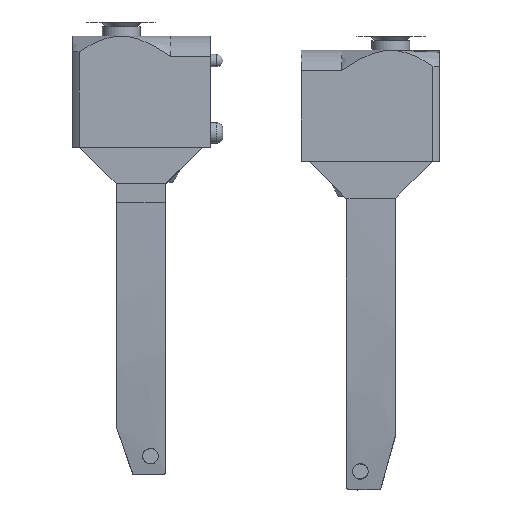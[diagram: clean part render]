
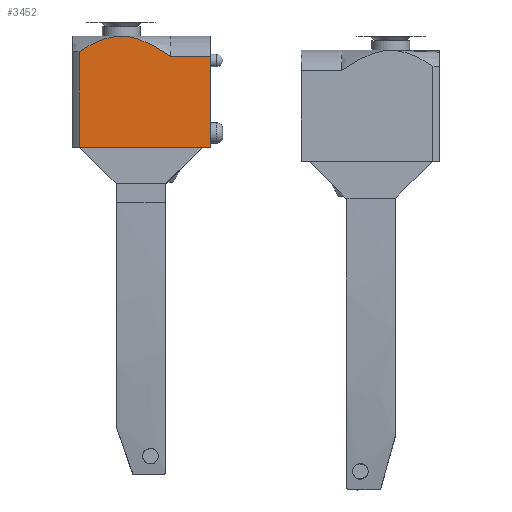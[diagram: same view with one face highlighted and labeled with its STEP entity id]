
A CAD part, front view. The second image highlights one B-rep face of the part: STEP entity #3452.
In plain terms, the highlighted planar face has unit normal (0, -1, 0).
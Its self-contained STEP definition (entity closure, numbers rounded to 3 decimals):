
#126=(
BOUNDED_CURVE()
B_SPLINE_CURVE(2,(#6838,#6839,#6840),.UNSPECIFIED.,.F.,.F.)
B_SPLINE_CURVE_WITH_KNOTS((3,3),(1.494,5.013),
 .UNSPECIFIED.)
CURVE()
GEOMETRIC_REPRESENTATION_ITEM()
RATIONAL_B_SPLINE_CURVE((1.883,2.624,1.957))
REPRESENTATION_ITEM('')
);
#482=FACE_OUTER_BOUND('',#693,.T.);
#693=EDGE_LOOP('',(#2971,#2972,#2973,#2974,#2975));
#1042=LINE('',#6625,#1296);
#1061=LINE('',#6826,#1315);
#1062=LINE('',#6829,#1316);
#1065=LINE('',#6863,#1319);
#1296=VECTOR('',#4413,10.);
#1315=VECTOR('',#4462,10.);
#1316=VECTOR('',#4465,16.51);
#1319=VECTOR('',#4492,10.);
#1607=VERTEX_POINT('',#6622);
#1608=VERTEX_POINT('',#6624);
#1627=VERTEX_POINT('',#6710);
#1629=VERTEX_POINT('',#6822);
#1630=VERTEX_POINT('',#6828);
#2056=EDGE_CURVE('',#1607,#1608,#1042,.T.);
#2088=EDGE_CURVE('',#1629,#1627,#1061,.T.);
#2089=EDGE_CURVE('',#1630,#1608,#1062,.F.);
#2094=EDGE_CURVE('',#1630,#1629,#126,.F.);
#2102=EDGE_CURVE('',#1627,#1607,#1065,.T.);
#2971=ORIENTED_EDGE('',*,*,#2102,.F.);
#2972=ORIENTED_EDGE('',*,*,#2088,.F.);
#2973=ORIENTED_EDGE('',*,*,#2094,.F.);
#2974=ORIENTED_EDGE('',*,*,#2089,.T.);
#2975=ORIENTED_EDGE('',*,*,#2056,.F.);
#3283=PLANE('',#3755);
#3452=ADVANCED_FACE('',(#482),#3283,.T.);
#3755=AXIS2_PLACEMENT_3D('',#6862,#4490,#4491);
#4413=DIRECTION('',(-1.,0.,0.));
#4462=DIRECTION('',(1.,0.,0.));
#4465=DIRECTION('',(0.,0.,1.));
#4490=DIRECTION('center_axis',(0.,-1.,0.));
#4491=DIRECTION('ref_axis',(0.,0.,
1.));
#4492=DIRECTION('',(0.,0.,-1.));
#6622=CARTESIAN_POINT('',(-160.241,-48.705,-395.426));
#6624=CARTESIAN_POINT('',(-181.417,-48.705,-395.426));
#6625=CARTESIAN_POINT('',(-168.693,-48.705,-395.426));
#6710=CARTESIAN_POINT('',(-160.241,-48.705,-380.799));
#6822=CARTESIAN_POINT('',(-166.728,-48.705,-380.799));
#6826=CARTESIAN_POINT('',(-166.728,-48.705,-380.799));
#6828=CARTESIAN_POINT('',(-181.417,-48.705,-380.078));
#6829=CARTESIAN_POINT('',(-181.417,-48.705,-396.588));
#6838=CARTESIAN_POINT('Ctrl Pts',(-166.728,-48.705,-380.799));
#6839=CARTESIAN_POINT('Ctrl Pts',(-174.318,-48.705,-375.432));
#6840=CARTESIAN_POINT('Ctrl Pts',(-181.417,-48.705,-380.078));
#6862=CARTESIAN_POINT('Origin',(-182.476,-48.705,-375.252));
#6863=CARTESIAN_POINT('',(-160.241,-48.705,-393.541));
